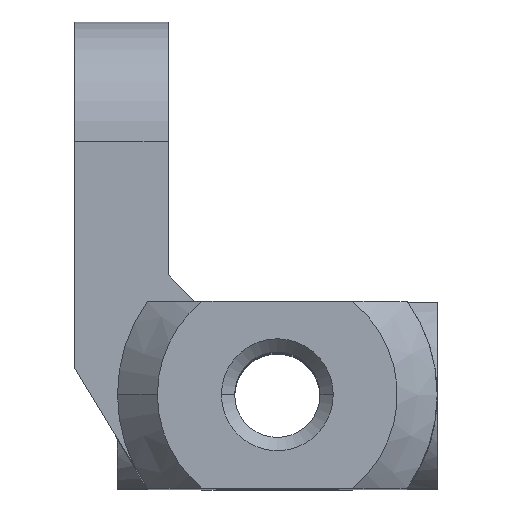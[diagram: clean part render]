
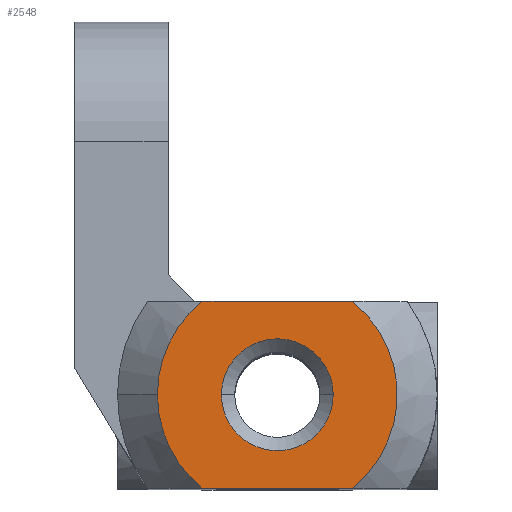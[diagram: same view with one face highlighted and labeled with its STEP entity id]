
A CAD part, top view. The second image highlights one B-rep face of the part: STEP entity #2548.
In plain terms, the highlighted planar face has unit normal (0, 0, 1).
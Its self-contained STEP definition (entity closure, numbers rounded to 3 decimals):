
#9 = CARTESIAN_POINT ( 'NONE',  ( -2.828, 3.5, 21.5 ) ) ;
#17 = CIRCLE ( 'NONE', #1124, 4.5 ) ;
#114 = VECTOR ( 'NONE', #1265, 1000. ) ;
#122 = ORIENTED_EDGE ( 'NONE', *, *, #1272, .T. ) ;
#240 = DIRECTION ( 'NONE',  ( 1., 0., 0. ) ) ;
#241 = DIRECTION ( 'NONE',  ( 0., 0., 1. ) ) ;
#243 = CARTESIAN_POINT ( 'NONE',  ( 0., 0., 21.5 ) ) ;
#293 = VERTEX_POINT ( 'NONE', #2478 ) ;
#317 = DIRECTION ( 'NONE',  ( 1., 0., 0. ) ) ;
#323 = DIRECTION ( 'NONE',  ( 0., 0., 1. ) ) ;
#325 = CARTESIAN_POINT ( 'NONE',  ( 0., 0., 21.5 ) ) ;
#338 = FACE_BOUND ( 'NONE', #1439, .T. ) ;
#355 = DIRECTION ( 'NONE',  ( 1., 0., 0. ) ) ;
#358 = DIRECTION ( 'NONE',  ( 0., 0., -1. ) ) ;
#362 = CARTESIAN_POINT ( 'NONE',  ( 0., 0., 21.5 ) ) ;
#383 = ORIENTED_EDGE ( 'NONE', *, *, #2283, .T. ) ;
#430 = CARTESIAN_POINT ( 'NONE',  ( 2.828, -3.5, 21.5 ) ) ;
#434 = AXIS2_PLACEMENT_3D ( 'NONE', #2002, #2000, #1998 ) ;
#558 = VERTEX_POINT ( 'NONE', #2281 ) ;
#583 = ORIENTED_EDGE ( 'NONE', *, *, #1668, .T. ) ;
#616 = DIRECTION ( 'NONE',  ( 1., 0., 0. ) ) ;
#681 = CIRCLE ( 'NONE', #434, 2.1 ) ;
#686 = LINE ( 'NONE', #1281, #114 ) ;
#788 = CIRCLE ( 'NONE', #1901, 2.1 ) ;
#847 = CARTESIAN_POINT ( 'NONE',  ( 0., 0., 21.5 ) ) ;
#925 = FACE_OUTER_BOUND ( 'NONE', #1820, .T. ) ;
#1002 = EDGE_CURVE ( 'NONE', #1892, #558, #681, .T. ) ;
#1032 = CARTESIAN_POINT ( 'NONE',  ( 2.1, 0., 21.5 ) ) ;
#1094 = CIRCLE ( 'NONE', #2660, 4.5 ) ;
#1124 = AXIS2_PLACEMENT_3D ( 'NONE', #325, #323, #317 ) ;
#1143 = CIRCLE ( 'NONE', #1349, 4.5 ) ;
#1210 = ORIENTED_EDGE ( 'NONE', *, *, #1326, .T. ) ;
#1265 = DIRECTION ( 'NONE',  ( -1., 0., 0. ) ) ;
#1272 = EDGE_CURVE ( 'NONE', #1368, #2182, #2403, .T. ) ;
#1273 = VERTEX_POINT ( 'NONE', #1657 ) ;
#1281 = CARTESIAN_POINT ( 'NONE',  ( -4.873, 3.5, 21.5 ) ) ;
#1326 = EDGE_CURVE ( 'NONE', #293, #1368, #1143, .T. ) ;
#1349 = AXIS2_PLACEMENT_3D ( 'NONE', #1604, #1603, #1602 ) ;
#1368 = VERTEX_POINT ( 'NONE', #1564 ) ;
#1439 = EDGE_LOOP ( 'NONE', ( #2263, #1799 ) ) ;
#1564 = CARTESIAN_POINT ( 'NONE',  ( -2.828, -3.5, 21.5 ) ) ;
#1602 = DIRECTION ( 'NONE',  ( 1., 0., 0. ) ) ;
#1603 = DIRECTION ( 'NONE',  ( 0., 0., 1. ) ) ;
#1604 = CARTESIAN_POINT ( 'NONE',  ( 0., 0., 21.5 ) ) ;
#1622 = VECTOR ( 'NONE', #1671, 1000. ) ;
#1657 = CARTESIAN_POINT ( 'NONE',  ( 2.828, 3.5, 21.5 ) ) ;
#1666 = CARTESIAN_POINT ( 'NONE',  ( 4.873, -3.5, 21.5 ) ) ;
#1668 = EDGE_CURVE ( 'NONE', #1273, #2529, #686, .T. ) ;
#1671 = DIRECTION ( 'NONE',  ( 1., 0., 0. ) ) ;
#1799 = ORIENTED_EDGE ( 'NONE', *, *, #2218, .T. ) ;
#1820 = EDGE_LOOP ( 'NONE', ( #583, #2581, #1210, #122, #383 ) ) ;
#1892 = VERTEX_POINT ( 'NONE', #1032 ) ;
#1901 = AXIS2_PLACEMENT_3D ( 'NONE', #362, #358, #355 ) ;
#1998 = DIRECTION ( 'NONE',  ( 1., 0., 0. ) ) ;
#2000 = DIRECTION ( 'NONE',  ( 0., 0., -1. ) ) ;
#2002 = CARTESIAN_POINT ( 'NONE',  ( 0., 0., 21.5 ) ) ;
#2182 = VERTEX_POINT ( 'NONE', #430 ) ;
#2218 = EDGE_CURVE ( 'NONE', #558, #1892, #788, .T. ) ;
#2243 = EDGE_CURVE ( 'NONE', #2529, #293, #17, .T. ) ;
#2263 = ORIENTED_EDGE ( 'NONE', *, *, #1002, .T. ) ;
#2281 = CARTESIAN_POINT ( 'NONE',  ( -2.1, 0., 21.5 ) ) ;
#2283 = EDGE_CURVE ( 'NONE', #2182, #1273, #1094, .T. ) ;
#2361 = AXIS2_PLACEMENT_3D ( 'NONE', #847, #2755, #616 ) ;
#2365 = PLANE ( 'NONE',  #2361 ) ;
#2403 = LINE ( 'NONE', #1666, #1622 ) ;
#2478 = CARTESIAN_POINT ( 'NONE',  ( -4.5, 0., 21.5 ) ) ;
#2529 = VERTEX_POINT ( 'NONE', #9 ) ;
#2548 = ADVANCED_FACE ( 'NONE', ( #338, #925 ), #2365, .T. ) ;
#2581 = ORIENTED_EDGE ( 'NONE', *, *, #2243, .T. ) ;
#2660 = AXIS2_PLACEMENT_3D ( 'NONE', #243, #241, #240 ) ;
#2755 = DIRECTION ( 'NONE',  ( 0., 0., 1. ) ) ;
